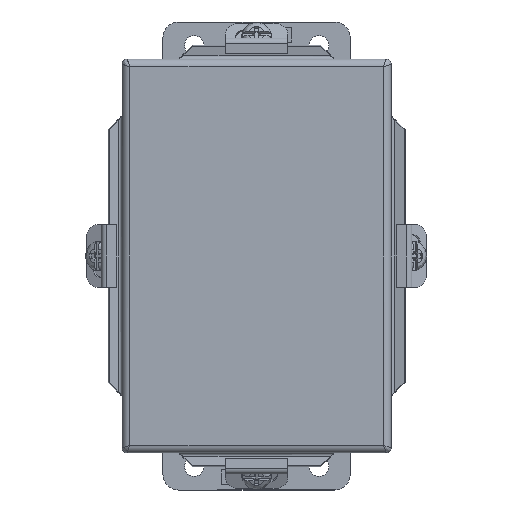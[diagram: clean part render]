
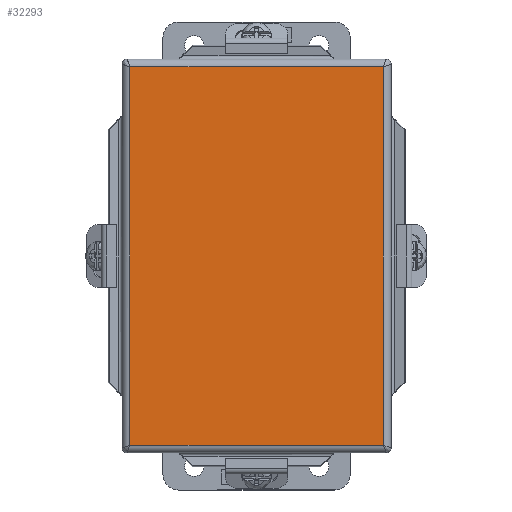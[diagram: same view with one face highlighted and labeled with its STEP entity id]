
A CAD part, front view. The second image highlights one B-rep face of the part: STEP entity #32293.
In plain terms, the highlighted planar face has unit normal (0, -1, 0).
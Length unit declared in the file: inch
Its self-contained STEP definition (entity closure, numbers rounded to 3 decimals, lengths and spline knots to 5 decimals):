
#341 = LINE ( 'NONE', #17686, #2356 ) ;
#2288 = CARTESIAN_POINT ( 'NONE',  ( 2.027, -3.206, -3.03002 ) ) ;
#2356 = VECTOR ( 'NONE', #12440, 39.37008 ) ;
#2692 = VECTOR ( 'NONE', #4917, 39.37008 ) ;
#2761 = VERTEX_POINT ( 'NONE', #20590 ) ;
#4200 = VERTEX_POINT ( 'NONE', #4484 ) ;
#4484 = CARTESIAN_POINT ( 'NONE',  ( 2.03002, -3.206, 3.03002 ) ) ;
#4917 = DIRECTION ( 'NONE',  ( 1., 0., 0. ) ) ;
#5989 = LINE ( 'NONE', #2288, #2692 ) ;
#6950 = DIRECTION ( 'NONE',  ( 0., 0., -1. ) ) ;
#7552 = CARTESIAN_POINT ( 'NONE',  ( -2.03002, -3.206, 3.03002 ) ) ;
#7872 = ORIENTED_EDGE ( 'NONE', *, *, #16170, .T. ) ;
#8096 = DIRECTION ( 'NONE',  ( 0., -1., 0. ) ) ;
#8320 = CARTESIAN_POINT ( 'NONE',  ( 2.027, -3.206, 3.03002 ) ) ;
#8974 = VECTOR ( 'NONE', #24196, 39.37008 ) ;
#10186 = EDGE_LOOP ( 'NONE', ( #7872, #28003, #29876, #30316 ) ) ;
#12440 = DIRECTION ( 'NONE',  ( 0., 0., 1. ) ) ;
#12560 = FACE_OUTER_BOUND ( 'NONE', #10186, .T. ) ;
#13176 = CARTESIAN_POINT ( 'NONE',  ( 2.027, -3.206, 3.027 ) ) ;
#16170 = EDGE_CURVE ( 'NONE', #27573, #2761, #5989, .T. ) ;
#17152 = PLANE ( 'NONE',  #27176 ) ;
#17686 = CARTESIAN_POINT ( 'NONE',  ( 2.03002, -3.206, 3.027 ) ) ;
#19753 = LINE ( 'NONE', #8320, #8974 ) ;
#19890 = VECTOR ( 'NONE', #6950, 39.37008 ) ;
#19931 = CARTESIAN_POINT ( 'NONE',  ( -2.03002, -3.206, 3.027 ) ) ;
#20590 = CARTESIAN_POINT ( 'NONE',  ( 2.03002, -3.206, -3.03002 ) ) ;
#22787 = LINE ( 'NONE', #19931, #19890 ) ;
#22795 = CARTESIAN_POINT ( 'NONE',  ( -2.03002, -3.206, -3.03002 ) ) ;
#24196 = DIRECTION ( 'NONE',  ( -1., 0., 0. ) ) ;
#27176 = AXIS2_PLACEMENT_3D ( 'NONE', #13176, #8096, #31615 ) ;
#27181 = EDGE_CURVE ( 'NONE', #2761, #4200, #341, .T. ) ;
#27573 = VERTEX_POINT ( 'NONE', #22795 ) ;
#28003 = ORIENTED_EDGE ( 'NONE', *, *, #27181, .T. ) ;
#29876 = ORIENTED_EDGE ( 'NONE', *, *, #34353, .T. ) ;
#30316 = ORIENTED_EDGE ( 'NONE', *, *, #30470, .T. ) ;
#30470 = EDGE_CURVE ( 'NONE', #33605, #27573, #22787, .T. ) ;
#31615 = DIRECTION ( 'NONE',  ( 0., 0., 1. ) ) ;
#32293 = ADVANCED_FACE ( 'NONE', ( #12560 ), #17152, .T. ) ;
#33605 = VERTEX_POINT ( 'NONE', #7552 ) ;
#34353 = EDGE_CURVE ( 'NONE', #4200, #33605, #19753, .T. ) ;
